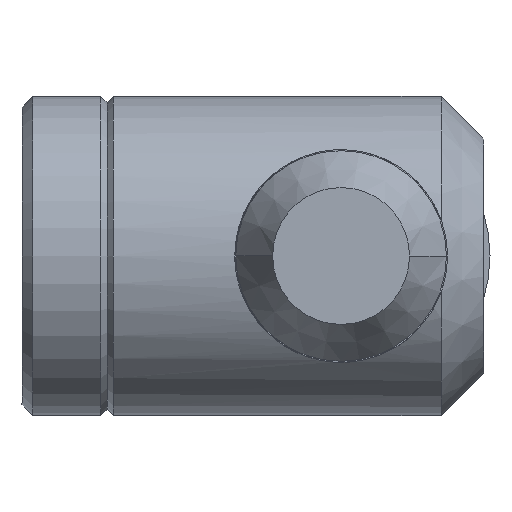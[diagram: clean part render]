
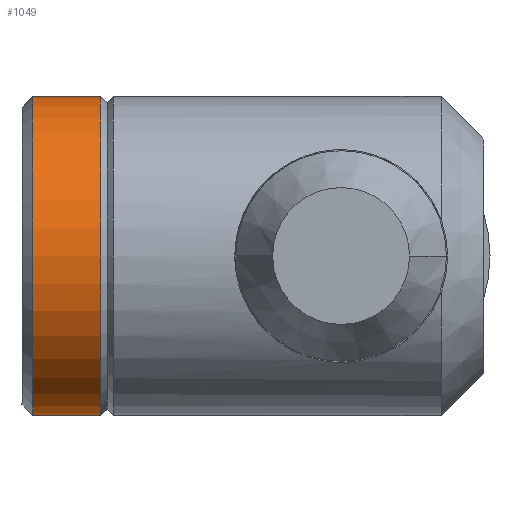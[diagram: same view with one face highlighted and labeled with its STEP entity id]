
A CAD part, left-side view. The second image highlights one B-rep face of the part: STEP entity #1049.
In plain terms, the highlighted cylindrical face has radius 7.5 mm (diameter 15 mm), a partial arc.
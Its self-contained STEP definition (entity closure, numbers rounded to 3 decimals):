
#217 = EDGE_CURVE ( 'NONE', #2362, #1115, #2327, .T. ) ;
#228 = VERTEX_POINT ( 'NONE', #2171 ) ;
#238 = LINE ( 'NONE', #621, #2192 ) ;
#278 = AXIS2_PLACEMENT_3D ( 'NONE', #371, #1857, #906 ) ;
#323 = EDGE_CURVE ( 'NONE', #1115, #1895, #673, .T. ) ;
#371 = CARTESIAN_POINT ( 'NONE',  ( 0., -3.7, 0. ) ) ;
#434 = ORIENTED_EDGE ( 'NONE', *, *, #217, .F. ) ;
#470 = EDGE_LOOP ( 'NONE', ( #636, #1170, #1594, #434 ) ) ;
#621 = CARTESIAN_POINT ( 'NONE',  ( 0., 0., -7.5 ) ) ;
#636 = ORIENTED_EDGE ( 'NONE', *, *, #1353, .T. ) ;
#673 = CIRCLE ( 'NONE', #278, 7.5 ) ;
#736 = CARTESIAN_POINT ( 'NONE',  ( 0., -3.7, 7.5 ) ) ;
#786 = AXIS2_PLACEMENT_3D ( 'NONE', #2002, #1636, #1418 ) ;
#875 = DIRECTION ( 'NONE',  ( 0., -1., 0. ) ) ;
#883 = DIRECTION ( 'NONE',  ( 0., 0., 1. ) ) ;
#906 = DIRECTION ( 'NONE',  ( 0., 0., 1. ) ) ;
#913 = CYLINDRICAL_SURFACE ( 'NONE', #1843, 7.5 ) ;
#1041 = CARTESIAN_POINT ( 'NONE',  ( 0., -0.5, 7.5 ) ) ;
#1049 = ADVANCED_FACE ( 'NONE', ( #1846 ), #913, .T. ) ;
#1115 = VERTEX_POINT ( 'NONE', #736 ) ;
#1132 = CIRCLE ( 'NONE', #786, 7.5 ) ;
#1170 = ORIENTED_EDGE ( 'NONE', *, *, #1578, .T. ) ;
#1353 = EDGE_CURVE ( 'NONE', #2362, #228, #1132, .T. ) ;
#1418 = DIRECTION ( 'NONE',  ( 0., 0., 1. ) ) ;
#1461 = CARTESIAN_POINT ( 'NONE',  ( 0., 0., 0. ) ) ;
#1578 = EDGE_CURVE ( 'NONE', #228, #1895, #238, .T. ) ;
#1594 = ORIENTED_EDGE ( 'NONE', *, *, #323, .F. ) ;
#1636 = DIRECTION ( 'NONE',  ( 0., -1., 0. ) ) ;
#1715 = VECTOR ( 'NONE', #875, 1000. ) ;
#1843 = AXIS2_PLACEMENT_3D ( 'NONE', #1461, #2228, #883 ) ;
#1846 = FACE_OUTER_BOUND ( 'NONE', #470, .T. ) ;
#1857 = DIRECTION ( 'NONE',  ( 0., -1., 0. ) ) ;
#1874 = CARTESIAN_POINT ( 'NONE',  ( 0., -3.7, -7.5 ) ) ;
#1895 = VERTEX_POINT ( 'NONE', #1874 ) ;
#1943 = DIRECTION ( 'NONE',  ( 0., -1., 0. ) ) ;
#2002 = CARTESIAN_POINT ( 'NONE',  ( 0., -0.5, 0. ) ) ;
#2127 = CARTESIAN_POINT ( 'NONE',  ( 0., 0., 7.5 ) ) ;
#2171 = CARTESIAN_POINT ( 'NONE',  ( 0., -0.5, -7.5 ) ) ;
#2192 = VECTOR ( 'NONE', #1943, 1000. ) ;
#2228 = DIRECTION ( 'NONE',  ( 0., -1., 0. ) ) ;
#2327 = LINE ( 'NONE', #2127, #1715 ) ;
#2362 = VERTEX_POINT ( 'NONE', #1041 ) ;
